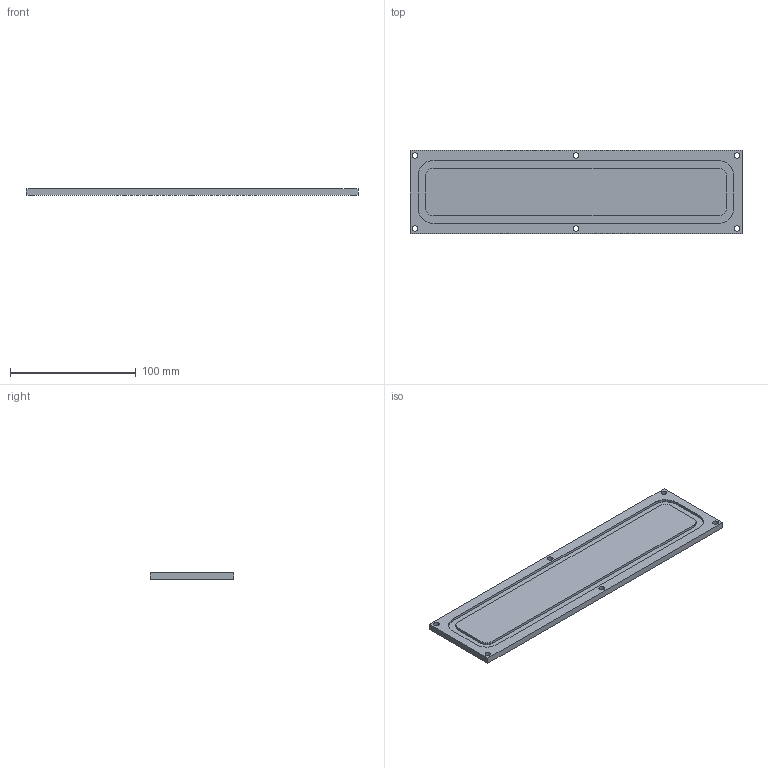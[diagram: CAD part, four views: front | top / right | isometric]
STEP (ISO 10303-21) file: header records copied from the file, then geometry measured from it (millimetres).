
FILE_DESCRIPTION(('FreeCAD Model'),'2;1');
FILE_NAME( 'sample_transfer_lid.step', '2017-10-05T15:46:03',('Author'),(''), 'Open CASCADE STEP processor 6.8','FreeCAD','Unknown');
FILE_SCHEMA(('AUTOMOTIVE_DESIGN_CC2 { 1 2 10303 214 -1 1 5 4 }'));
Length unit declared in the file: millimetre
Products named in the file (2): ASSEMBLY; difference001
Assembly tree (1 placements, depth 2):
  ASSEMBLY
    difference001
Bounding box: 264 x 66 x 5 mm (x, y, z)
Volume: 79912.6 mm3; surface area: 40630.9 mm2
Topology: 1 solids, 1 shells, 70 faces, 198 edges, 132 vertices
Faces by surface type: plane 64, cylinder 6
Full cylindrical faces by diameter (mm): 4.5 x6
Entity records: 4871 total; most frequent: CARTESIAN_POINT 798, DIRECTION 750, LINE 570, VECTOR 570, ORIENTED_EDGE 396, PCURVE 396, DEFINITIONAL_REPRESENTATION 396, EDGE_CURVE 198
